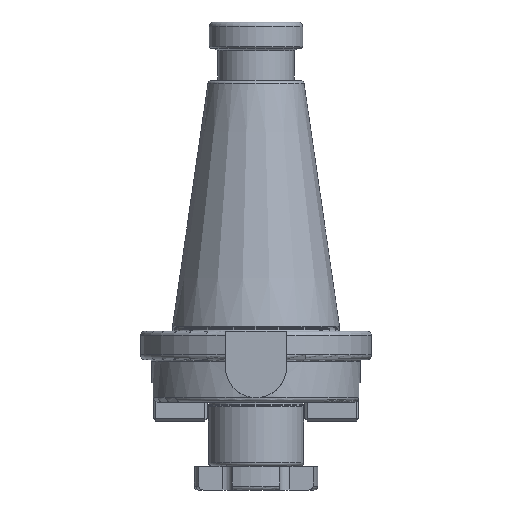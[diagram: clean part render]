
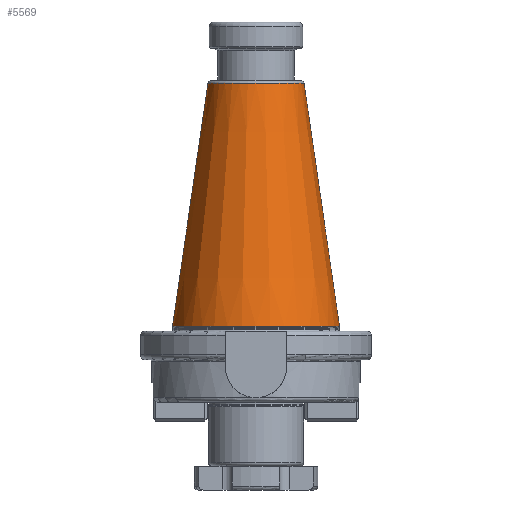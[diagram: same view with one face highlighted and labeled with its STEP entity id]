
A CAD part, left-side view. The second image highlights one B-rep face of the part: STEP entity #5569.
In plain terms, the highlighted conical face has half-angle 8.297 degrees and reference radius 27.65 mm.
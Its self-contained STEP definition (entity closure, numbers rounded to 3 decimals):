
#1716=DIRECTION('',(0,-0.144,0.99));
#1717=VECTOR('',#1716,103.254);
#1718=CARTESIAN_POINT('',(0,35.1,14));
#1719=LINE('',#1718,#1717);
#1720=DIRECTION('',(0,0.144,0.99));
#1721=VECTOR('',#1720,103.254);
#1722=CARTESIAN_POINT('',(0,-35.1,14));
#1723=LINE('',#1722,#1721);
#1724=CARTESIAN_POINT('',(0,0,14));
#1725=DIRECTION('',(0,0,1));
#1726=DIRECTION('',(0,1,0));
#1727=AXIS2_PLACEMENT_3D('',#1724,#1725,#1726);
#1749=CARTESIAN_POINT('',(0,0,116.173));
#1750=DIRECTION('',(0,0,1));
#1751=DIRECTION('',(0,1,0));
#1752=AXIS2_PLACEMENT_3D('',#1749,#1750,#1751);
#2879=CARTESIAN_POINT('',(0,35.1,14));
#2880=VERTEX_POINT('',#2879);
#2881=CARTESIAN_POINT('',(0,20.2,116.173));
#2882=VERTEX_POINT('',#2881);
#2919=CARTESIAN_POINT('',(0,-35.1,14));
#2920=VERTEX_POINT('',#2919);
#2921=CARTESIAN_POINT('',(0,-20.2,116.173));
#2922=VERTEX_POINT('',#2921);
#5555=CARTESIAN_POINT('',(0,0,65.087));
#5556=DIRECTION('',(0,0,-1));
#5557=DIRECTION('',(0,-1,0));
#5558=AXIS2_PLACEMENT_3D('',#5555,#5556,#5557);
#5559=CONICAL_SURFACE('',#5558,27.65,8.297);
#5561=ORIENTED_EDGE('',*,*,#5560,.T.);
#5563=ORIENTED_EDGE('',*,*,#5562,.T.);
#5565=ORIENTED_EDGE('',*,*,#5564,.F.);
#5566=ORIENTED_EDGE('',*,*,#5548,.F.);
#5567=EDGE_LOOP('',(#5561,#5563,#5565,#5566));
#5568=FACE_OUTER_BOUND('',#5567,.F.);
#5569=ADVANCED_FACE('',(#5568),#5559,.T.);
#1728=CIRCLE('',#1727,35.1);
#1753=CIRCLE('',#1752,20.2);
#5548=EDGE_CURVE('',#2880,#2920,#1728,.T.);
#5560=EDGE_CURVE('',#2880,#2882,#1719,.T.);
#5562=EDGE_CURVE('',#2882,#2922,#1753,.T.);
#5564=EDGE_CURVE('',#2920,#2922,#1723,.T.);
